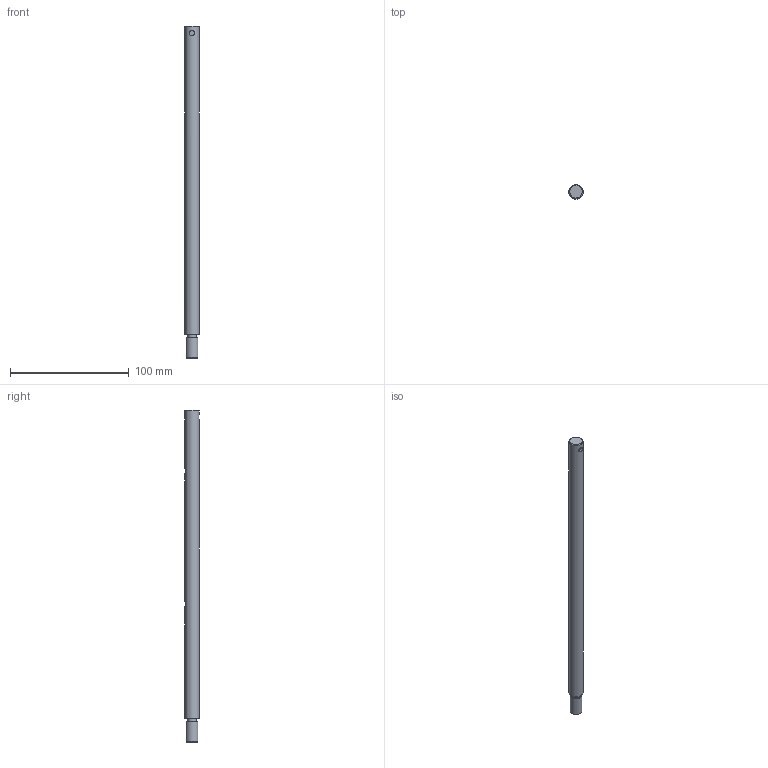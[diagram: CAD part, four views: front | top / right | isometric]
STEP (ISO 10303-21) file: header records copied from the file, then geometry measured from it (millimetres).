
FILE_DESCRIPTION(/* description */ ('Alibre Inc.'),/* implementation_level */ '2;1');
FILE_NAME(/* name */ 'export0',/* time_stamp */ '2019-08-13T15:20:19+02:00',/* author */ (''),/* organization */ (''),/* preprocessor_version */ 'ST-DEVELOPER v14',/* originating_system */ 'Alibre',/* authorisation */ '');
FILE_SCHEMA (('CONFIG_CONTROL_DESIGN'));
Length unit declared in the file: centimetre
Products named in the file (1): ID_1
Bounding box: 12 x 12 x 280 mm (x, y, z)
Volume: 30764.2 mm3; surface area: 10744.4 mm2
Topology: 1 solids, 1 shells, 15 faces, 28 edges, 20 vertices
Faces by surface type: plane 7, cylinder 6, cone 2
Full cylindrical faces by diameter (mm): 4.5 x3, 7.5 x1, 10 x1, 12 x1
Entity records: 582 total; most frequent: CARTESIAN_POINT 247, DIRECTION 45, ORIENTED_EDGE 34, EDGE_LOOP 28, FACE_BOUND 28, AXIS2_PLACEMENT_3D 26, VERTEX_POINT 17, EDGE_CURVE 17
